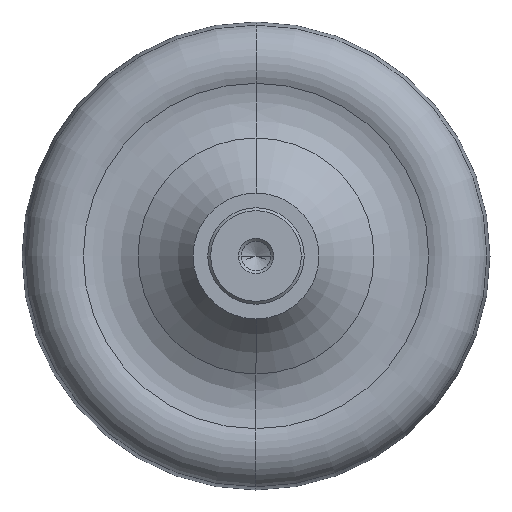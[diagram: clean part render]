
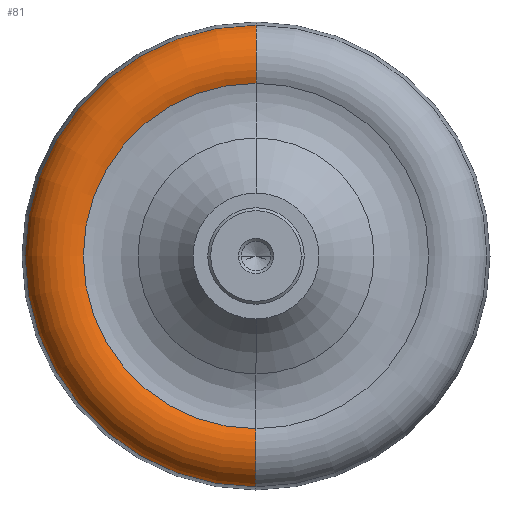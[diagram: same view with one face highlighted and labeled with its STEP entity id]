
A CAD part, left-side view. The second image highlights one B-rep face of the part: STEP entity #81.
In plain terms, the highlighted toroidal (fillet/blend) face has major radius 65.5 mm and minor radius 14 mm.
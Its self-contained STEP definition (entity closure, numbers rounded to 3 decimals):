
#81 = ADVANCED_FACE( '', ( #121 ), #122, .T. );
#121 = FACE_OUTER_BOUND( '', #189, .T. );
#122 = TOROIDAL_SURFACE( '', #190, 65.5, 14. );
#189 = EDGE_LOOP( '', ( #288, #289, #290, #291, #292, #293 ) );
#190 = AXIS2_PLACEMENT_3D( '', #294, #295, #296 );
#288 = ORIENTED_EDGE( '', *, *, #511, .F. );
#289 = ORIENTED_EDGE( '', *, *, #512, .T. );
#290 = ORIENTED_EDGE( '', *, *, #513, .T. );
#291 = ORIENTED_EDGE( '', *, *, #514, .F. );
#292 = ORIENTED_EDGE( '', *, *, #515, .F. );
#293 = ORIENTED_EDGE( '', *, *, #516, .F. );
#294 = CARTESIAN_POINT( '', ( 40.5, 0., 0. ) );
#295 = DIRECTION( '', ( -1., 0., 0. ) );
#296 = DIRECTION( '', ( 0., 0., 1. ) );
#511 = EDGE_CURVE( '', #601, #598, #602, .T. );
#512 = EDGE_CURVE( '', #601, #603, #604, .T. );
#513 = EDGE_CURVE( '', #603, #605, #606, .T. );
#514 = EDGE_CURVE( '', #596, #605, #607, .T. );
#515 = EDGE_CURVE( '', #608, #596, #609, .T. );
#516 = EDGE_CURVE( '', #598, #608, #610, .T. );
#596 = VERTEX_POINT( '', #717 );
#598 = VERTEX_POINT( '', #719 );
#601 = VERTEX_POINT( '', #722 );
#602 = CIRCLE( '', #723, 14. );
#603 = VERTEX_POINT( '', #724 );
#604 = CIRCLE( '', #725, 78.872 );
#605 = VERTEX_POINT( '', #726 );
#606 = CIRCLE( '', #727, 78.872 );
#607 = CIRCLE( '', #728, 14. );
#608 = VERTEX_POINT( '', #729 );
#609 = CIRCLE( '', #730, 59.043 );
#610 = CIRCLE( '', #731, 59.043 );
#717 = CARTESIAN_POINT( '', ( 28.078, 0., -59.043 ) );
#719 = CARTESIAN_POINT( '', ( 28.078, 0., 59.043 ) );
#722 = CARTESIAN_POINT( '', ( 36.353, 0., 78.872 ) );
#723 = AXIS2_PLACEMENT_3D( '', #862, #863, #864 );
#724 = CARTESIAN_POINT( '', ( 36.353, 78.872, 0. ) );
#725 = AXIS2_PLACEMENT_3D( '', #865, #866, #867 );
#726 = CARTESIAN_POINT( '', ( 36.353, 0., -78.872 ) );
#727 = AXIS2_PLACEMENT_3D( '', #868, #869, #870 );
#728 = AXIS2_PLACEMENT_3D( '', #871, #872, #873 );
#729 = CARTESIAN_POINT( '', ( 28.078, 59.043, 0. ) );
#730 = AXIS2_PLACEMENT_3D( '', #874, #875, #876 );
#731 = AXIS2_PLACEMENT_3D( '', #877, #878, #879 );
#862 = CARTESIAN_POINT( '', ( 40.5, 0., 65.5 ) );
#863 = DIRECTION( '', ( 0., -1., 0. ) );
#864 = DIRECTION( '', ( 0., 0., 1. ) );
#865 = CARTESIAN_POINT( '', ( 36.353, 0., 0. ) );
#866 = DIRECTION( '', ( -1., 0., 0. ) );
#867 = DIRECTION( '', ( 0., 1., 0. ) );
#868 = CARTESIAN_POINT( '', ( 36.353, 0., 0. ) );
#869 = DIRECTION( '', ( -1., 0., 0. ) );
#870 = DIRECTION( '', ( 0., 1., 0. ) );
#871 = CARTESIAN_POINT( '', ( 40.5, 0., -65.5 ) );
#872 = DIRECTION( '', ( 0., -1., 0. ) );
#873 = DIRECTION( '', ( 0., 0., -1. ) );
#874 = CARTESIAN_POINT( '', ( 28.078, 0., 0. ) );
#875 = DIRECTION( '', ( -1., 0., 0. ) );
#876 = DIRECTION( '', ( 0., 1., 0. ) );
#877 = CARTESIAN_POINT( '', ( 28.078, 0., 0. ) );
#878 = DIRECTION( '', ( -1., 0., 0. ) );
#879 = DIRECTION( '', ( 0., 1., 0. ) );
